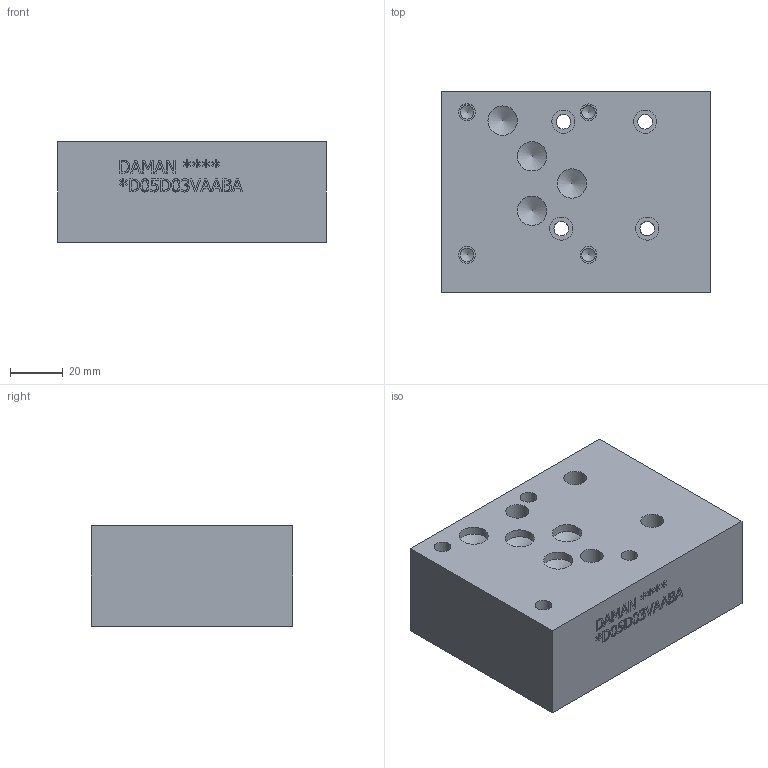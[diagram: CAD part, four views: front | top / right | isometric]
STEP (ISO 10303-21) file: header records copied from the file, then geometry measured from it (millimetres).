
FILE_DESCRIPTION(/* description */ (''),/* implementation_level */ '2;1');
FILE_NAME(/* name */ '_D05D03VAABA.stp',/* time_stamp */ '2021-12-29T13:57:56-05:00',/* author */ ('jrf'),/* organization */ (''),/* preprocessor_version */ 'ST-DEVELOPER v18.1',/* originating_system */ 'Autodesk Inventor 2022',/* authorisation */ '');
FILE_SCHEMA (('AUTOMOTIVE_DESIGN { 1 0 10303 214 3 1 1 }'));
Length unit declared in the file: millimetre
Products named in the file (1): Part_AD05D03VAABA.B00171R5_3D
Bounding box: 101.6 x 76.2 x 38.1 mm (x, y, z)
Volume: 285679.2 mm3; surface area: 33983.9 mm2
Topology: 1 solids, 1 shells, 407 faces, 1070 edges, 709 vertices
Faces by surface type: plane 267, bspline 94, cylinder 31, cone 15
Full cylindrical faces by diameter (mm): 3.175 x1, 5.105 x4, 5.537 x4, 6.35 x8, 8.738 x4, 11.125 x4, 12.7 x4
Entity records: 13250 total; most frequent: CARTESIAN_POINT 3440, ORIENTED_EDGE 2114, DIRECTION 1555, EDGE_CURVE 1057, LINE 803, VECTOR 803, VERTEX_POINT 709, EDGE_LOOP 472
